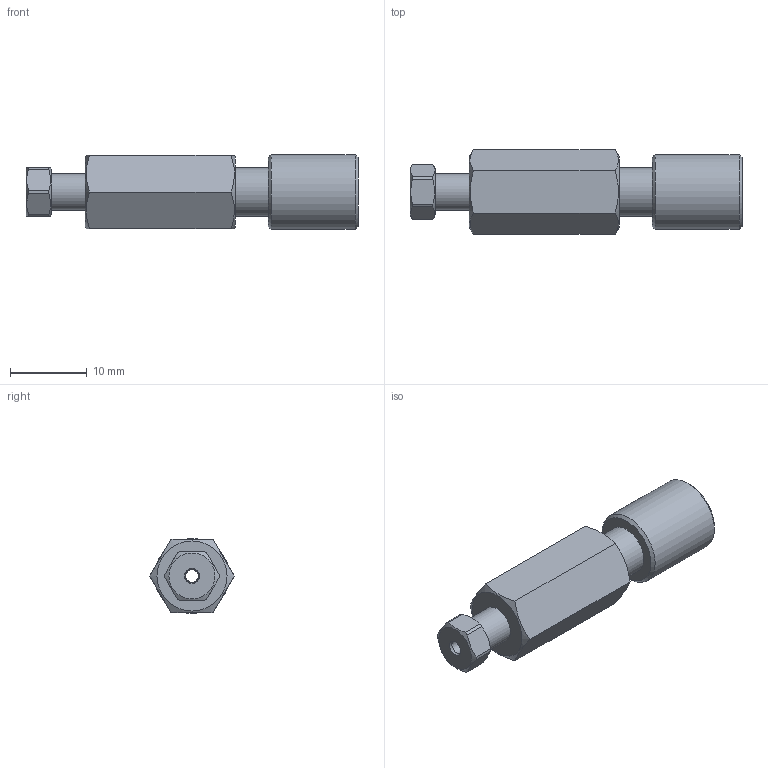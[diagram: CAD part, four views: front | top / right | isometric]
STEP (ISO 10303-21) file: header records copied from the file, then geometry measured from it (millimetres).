
FILE_DESCRIPTION((''),'2;1');
FILE_NAME('305086-CZUS6 Low pressure union.stp','2013-08-21T12:36:39',('Franzp'),(''),'Autodesk Inventor 2013','Autodesk Inventor 2013','');
FILE_SCHEMA(('AUTOMOTIVE_DESIGN { 1 0 10303 214 1 1 1 1 }'));
Length unit declared in the file: millimetre
Products named in the file (1): 305086_Shrinkwrap_1
Bounding box: 43.29 x 11 x 9.77 mm (x, y, z)
Surface area: 1768 mm2 (no closed solid volume)
Topology: 0 solids, 3 shells, 39 faces, 94 edges, 61 vertices
Faces by surface type: plane 18, cylinder 11, cone 10
Full cylindrical faces by diameter (mm): 1.65 x1, 1.727 x1, 4.826 x1, 6.35 x1, 9.78 x1
Entity records: 1104 total; most frequent: CARTESIAN_POINT 222, DIRECTION 166, ORIENTED_EDGE 146, EDGE_CURVE 76, AXIS2_PLACEMENT_3D 74, EDGE_LOOP 60, VERTEX_POINT 58, FACE_OUTER_BOUND 39
